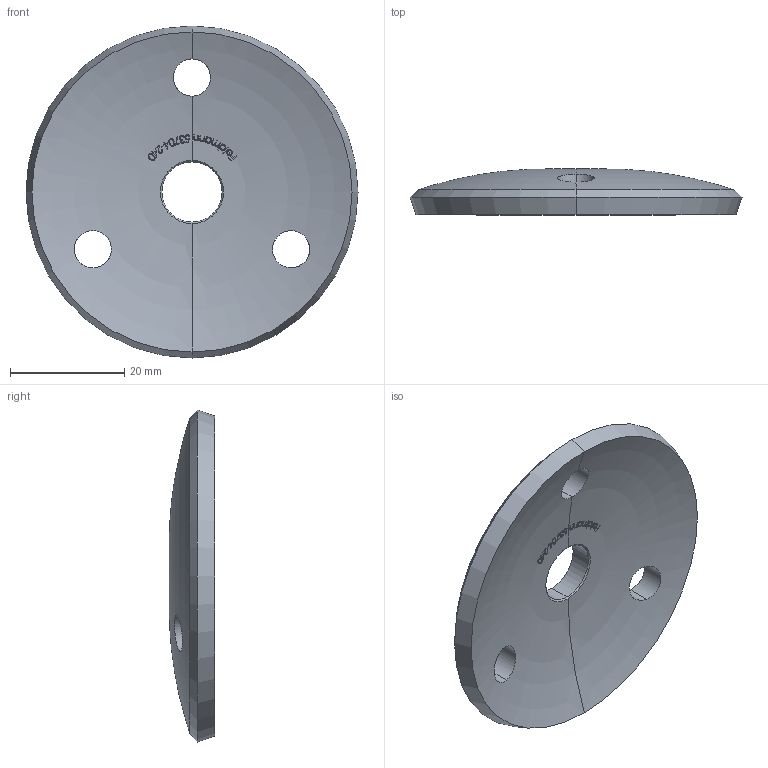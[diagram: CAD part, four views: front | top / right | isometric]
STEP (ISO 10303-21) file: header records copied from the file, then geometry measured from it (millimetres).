
FILE_DESCRIPTION (( 'STEP AP203' ), '1' );
FILE_NAME ('53704-240.STEP', '2020-09-21T14:41:09', ( '' ), ( '' ), 'SwSTEP 2.0', 'SolidWorks 2018', '' );
FILE_SCHEMA (( 'CONFIG_CONTROL_DESIGN' ));
Length unit declared in the file: millimetre
Products named in the file (2): 53704-240
Bounding box: 58 x 8 x 58 mm (x, y, z)
Volume: 9677.8 mm3; surface area: 5897.6 mm2
Topology: 1 solids, 1 shells, 241 faces, 641 edges, 422 vertices
Faces by surface type: plane 105, bspline 94, torus 28, cylinder 8, cone 6
Entity records: 12054 total; most frequent: CARTESIAN_POINT 6966, ORIENTED_EDGE 1282, EDGE_CURVE 641, DIRECTION 547, VERTEX_POINT 422, B_SPLINE_CURVE_WITH_KNOTS 410, EDGE_LOOP 269, ADVANCED_FACE 241
